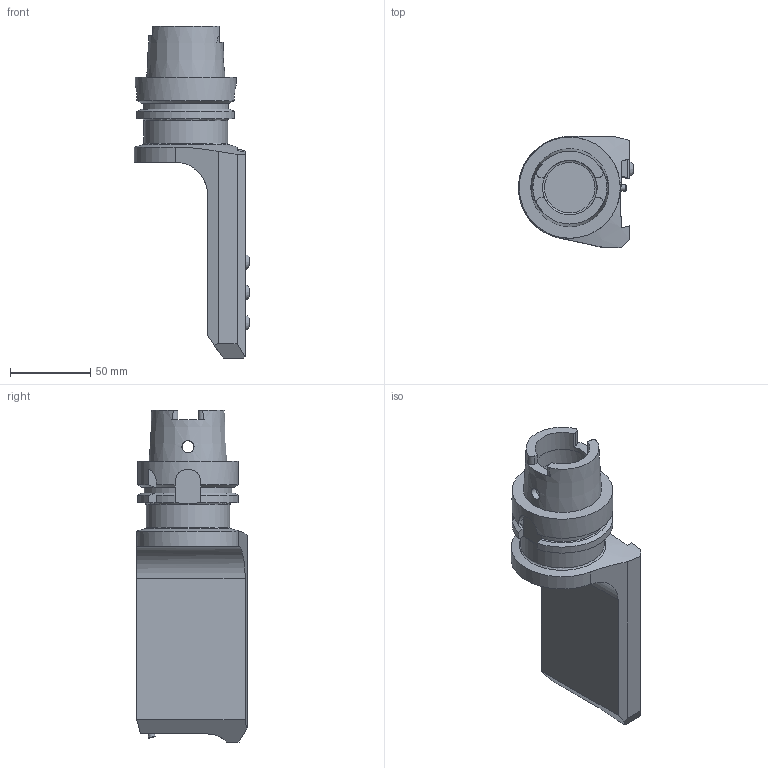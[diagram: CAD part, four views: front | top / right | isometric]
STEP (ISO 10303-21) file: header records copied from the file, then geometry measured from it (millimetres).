
FILE_DESCRIPTION(/* description */ (''),/* implementation_level */ '2;1');
FILE_NAME(/* name */ '1524740587405.stp',/* time_stamp */ '2018-04-26T13:03:16+02:00',/* author */ (''),/* organization */ ('SMS'),/* preprocessor_version */ 'ST-DEVELOPER v15',/* originating_system */ 'SIEMENS PLM Software NX 8.5',/* authorisation */ '');
FILE_SCHEMA (('AUTOMOTIVE_DESIGN { 1 0 10303 214 3 1 1 1 }'));
Length unit declared in the file: millimetre
Products named in the file (1): 201623837mod000_00
Bounding box: 71.75 x 69 x 206.9 mm (x, y, z)
Volume: 329443.9 mm3; surface area: 51656.7 mm2
Topology: 1 solids, 1 shells, 118 faces, 331 edges, 220 vertices
Faces by surface type: plane 69, cylinder 30, cone 11, torus 5, bspline 3
Full cylindrical faces by diameter (mm): 4 x2, 7.5 x2, 9.5 x3, 34.05 x2, 40.08 x1, 52.2 x1, 62.94 x1
Entity records: 4024 total; most frequent: CARTESIAN_POINT 1144, ORIENTED_EDGE 580, DIRECTION 564, EDGE_CURVE 290, VERTEX_POINT 202, AXIS2_PLACEMENT_3D 201, LINE 162, VECTOR 162
